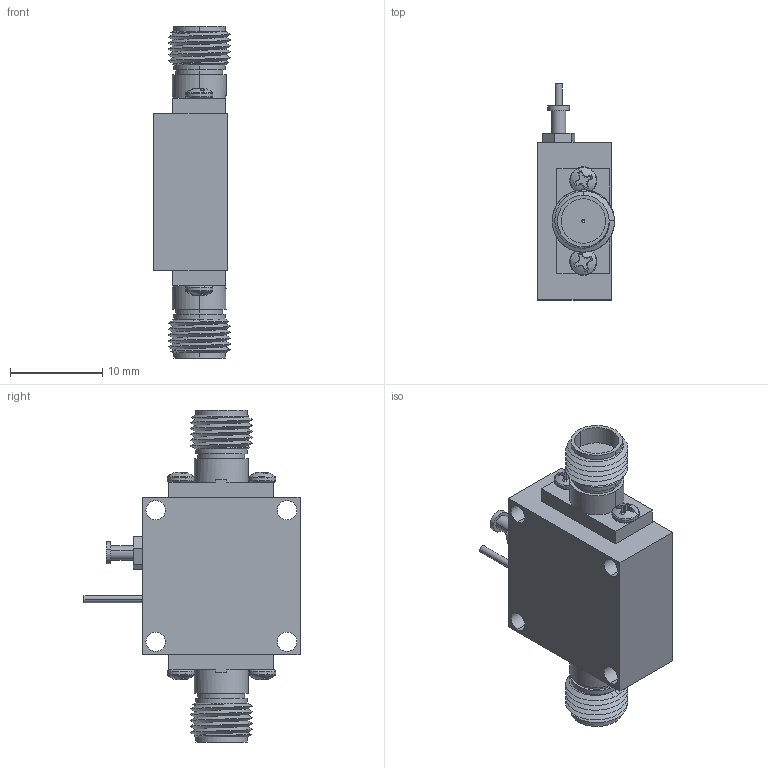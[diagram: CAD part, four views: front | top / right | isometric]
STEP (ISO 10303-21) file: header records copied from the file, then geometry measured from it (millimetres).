
FILE_DESCRIPTION (( 'STEP AP203' ), '1' );
FILE_NAME ('BL-ZC-7-2.STEP', '2023-01-25T22:48:24', ( '' ), ( '' ), 'SwSTEP 2.0', 'SolidWorks 2021', '' );
FILE_SCHEMA (( 'CONFIG_CONTROL_DESIGN' ));
Length unit declared in the file: inch
Products named in the file (1): BL-ZC-7-2
Bounding box: 8.32 x 23.37 x 35.92 mm (x, y, z)
Volume: 2835.7 mm3; surface area: 2624.1 mm2
Topology: 9 solids, 9 shells, 551 faces, 1515 edges, 1002 vertices
Faces by surface type: cylinder 334, plane 129, cone 46, bspline 18, torus 16, sphere 8
Entity records: 23031 total; most frequent: CARTESIAN_POINT 10316, ORIENTED_EDGE 3030, DIRECTION 2330, EDGE_CURVE 1515, VERTEX_POINT 1002, AXIS2_PLACEMENT_3D 897, EDGE_LOOP 595, FACE_OUTER_BOUND 551
